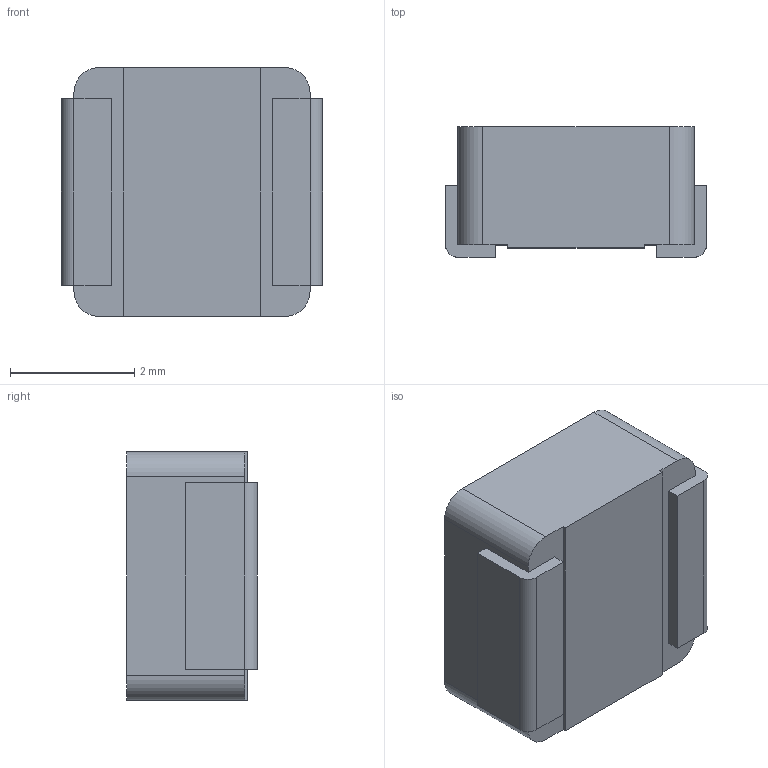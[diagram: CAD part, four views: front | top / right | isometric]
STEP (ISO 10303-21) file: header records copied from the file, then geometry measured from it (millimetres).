
FILE_DESCRIPTION (( 'STEP AP214' ), '1' );
FILE_NAME ('VCHA042A-5R6MS6.STEP', '2022-04-15T21:41:34', ( '' ), ( '' ), 'SwSTEP 2.0', 'SolidWorks 2017', '' );
FILE_SCHEMA (( 'AUTOMOTIVE_DESIGN' ));
Length unit declared in the file: millimetre
Products named in the file (1): VCHA042A-5R6MS6
Bounding box: 4.2 x 2.1 x 4 mm (x, y, z)
Volume: 31.1 mm3; surface area: 83.6 mm2
Topology: 4 solids, 4 shells, 39 faces, 90 edges, 60 vertices
Faces by surface type: plane 29, cylinder 10
Entity records: 1165 total; most frequent: CARTESIAN_POINT 190, DIRECTION 190, ORIENTED_EDGE 180, EDGE_CURVE 90, LINE 70, VECTOR 70, VERTEX_POINT 60, AXIS2_PLACEMENT_3D 60
